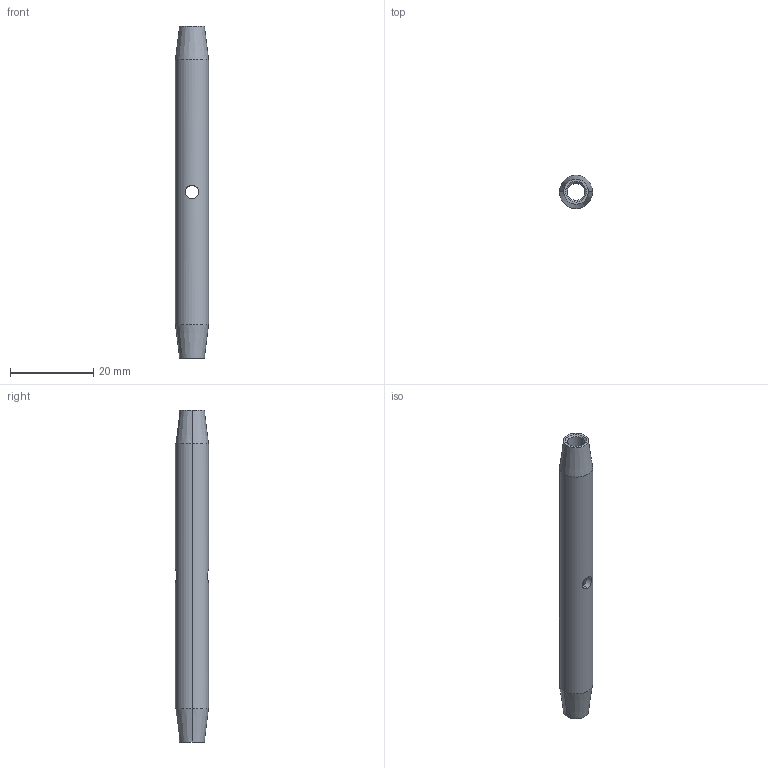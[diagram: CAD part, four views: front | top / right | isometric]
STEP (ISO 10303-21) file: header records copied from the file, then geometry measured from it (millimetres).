
FILE_DESCRIPTION (( 'STEP AP203' ), '1' );
FILE_NAME ('100041005.step', '2019-05-27T13:24:40', ( '' ), ( '' ), 'SwSTEP 2.0', 'SolidWorks 2015', '' );
FILE_SCHEMA (( 'CONFIG_CONTROL_DESIGN' ));
Length unit declared in the file: millimetre
Products named in the file (1): 100041005
Bounding box: 8 x 8 x 80 mm (x, y, z)
Volume: 2334.3 mm3; surface area: 3215.1 mm2
Topology: 1 solids, 1 shells, 244 faces, 655 edges, 422 vertices
Faces by surface type: bspline 101, plane 87, cylinder 44, cone 12
Entity records: 12506 total; most frequent: CARTESIAN_POINT 7029, ORIENTED_EDGE 1310, DIRECTION 805, EDGE_CURVE 655, VERTEX_POINT 422, VECTOR 309, LINE 309, EDGE_LOOP 259
